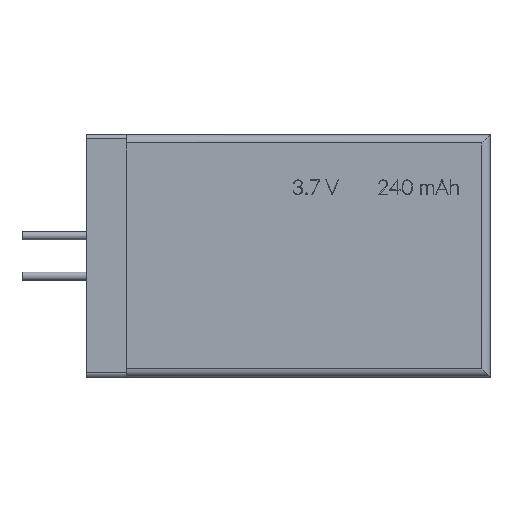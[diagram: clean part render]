
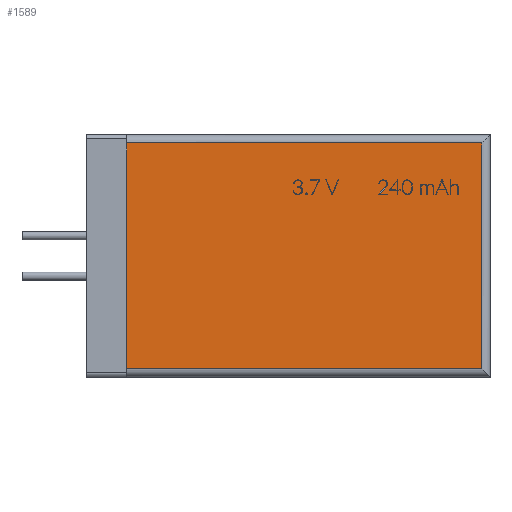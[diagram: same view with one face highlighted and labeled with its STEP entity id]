
A CAD part, top view. The second image highlights one B-rep face of the part: STEP entity #1589.
In plain terms, the highlighted planar face has unit normal (0, 0, 1).
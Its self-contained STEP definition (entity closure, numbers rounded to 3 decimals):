
#381 = PLANE('',#382);
#382 = AXIS2_PLACEMENT_3D('',#383,#384,#385);
#383 = CARTESIAN_POINT('',(5.,0.,6.));
#384 = DIRECTION('',(1.,0.,0.));
#385 = DIRECTION('',(0.,1.,0.));
#407 = CYLINDRICAL_SURFACE('',#408,1.);
#408 = AXIS2_PLACEMENT_3D('',#409,#410,#411);
#409 = CARTESIAN_POINT('',(5.,1.,5.));
#410 = DIRECTION('',(1.,0.,0.));
#411 = DIRECTION('',(0.,-1.,-0.));
#439 = CYLINDRICAL_SURFACE('',#440,1.);
#440 = AXIS2_PLACEMENT_3D('',#441,#442,#443);
#441 = CARTESIAN_POINT('',(49.,0.,5.));
#442 = DIRECTION('',(0.,1.,0.));
#443 = DIRECTION('',(1.,0.,-0.));
#603 = VERTEX_POINT('',#604);
#604 = CARTESIAN_POINT('',(5.,1.,6.));
#630 = EDGE_CURVE('',#603,#631,#633,.T.);
#631 = VERTEX_POINT('',#632);
#632 = CARTESIAN_POINT('',(49.,1.,6.));
#633 = SURFACE_CURVE('',#634,(#638,#645),.PCURVE_S1.);
#634 = LINE('',#635,#636);
#635 = CARTESIAN_POINT('',(5.,1.,6.));
#636 = VECTOR('',#637,1.);
#637 = DIRECTION('',(1.,0.,0.));
#638 = PCURVE('',#407,#639);
#639 = DEFINITIONAL_REPRESENTATION('',(#640),#644);
#640 = LINE('',#641,#642);
#641 = CARTESIAN_POINT('',(-1.571,0.));
#642 = VECTOR('',#643,1.);
#643 = DIRECTION('',(-0.,1.));
#644 = ( GEOMETRIC_REPRESENTATION_CONTEXT(2) 
PARAMETRIC_REPRESENTATION_CONTEXT() REPRESENTATION_CONTEXT('2D SPACE',''
  ) );
#645 = PCURVE('',#646,#651);
#646 = PLANE('',#647);
#647 = AXIS2_PLACEMENT_3D('',#648,#649,#650);
#648 = CARTESIAN_POINT('',(0.,0.,6.));
#649 = DIRECTION('',(0.,0.,-1.));
#650 = DIRECTION('',(-1.,0.,0.));
#651 = DEFINITIONAL_REPRESENTATION('',(#652),#656);
#652 = LINE('',#653,#654);
#653 = CARTESIAN_POINT('',(-5.,1.));
#654 = VECTOR('',#655,1.);
#655 = DIRECTION('',(-1.,0.));
#656 = ( GEOMETRIC_REPRESENTATION_CONTEXT(2) 
PARAMETRIC_REPRESENTATION_CONTEXT() REPRESENTATION_CONTEXT('2D SPACE',''
  ) );
#849 = VERTEX_POINT('',#850);
#850 = CARTESIAN_POINT('',(5.,29.,6.));
#869 = CYLINDRICAL_SURFACE('',#870,1.);
#870 = AXIS2_PLACEMENT_3D('',#871,#872,#873);
#871 = CARTESIAN_POINT('',(50.,29.,5.));
#872 = DIRECTION('',(-1.,0.,0.));
#873 = DIRECTION('',(0.,-0.,1.));
#881 = EDGE_CURVE('',#603,#849,#882,.T.);
#882 = SURFACE_CURVE('',#883,(#887,#894),.PCURVE_S1.);
#883 = LINE('',#884,#885);
#884 = CARTESIAN_POINT('',(5.,0.,6.));
#885 = VECTOR('',#886,1.);
#886 = DIRECTION('',(0.,1.,0.));
#887 = PCURVE('',#381,#888);
#888 = DEFINITIONAL_REPRESENTATION('',(#889),#893);
#889 = LINE('',#890,#891);
#890 = CARTESIAN_POINT('',(0.,0.));
#891 = VECTOR('',#892,1.);
#892 = DIRECTION('',(1.,0.));
#893 = ( GEOMETRIC_REPRESENTATION_CONTEXT(2) 
PARAMETRIC_REPRESENTATION_CONTEXT() REPRESENTATION_CONTEXT('2D SPACE',''
  ) );
#894 = PCURVE('',#646,#895);
#895 = DEFINITIONAL_REPRESENTATION('',(#896),#900);
#896 = LINE('',#897,#898);
#897 = CARTESIAN_POINT('',(-5.,0.));
#898 = VECTOR('',#899,1.);
#899 = DIRECTION('',(0.,1.));
#900 = ( GEOMETRIC_REPRESENTATION_CONTEXT(2) 
PARAMETRIC_REPRESENTATION_CONTEXT() REPRESENTATION_CONTEXT('2D SPACE',''
  ) );
#1454 = EDGE_CURVE('',#631,#1455,#1457,.T.);
#1455 = VERTEX_POINT('',#1456);
#1456 = CARTESIAN_POINT('',(49.,29.,6.));
#1457 = SURFACE_CURVE('',#1458,(#1462,#1469),.PCURVE_S1.);
#1458 = LINE('',#1459,#1460);
#1459 = CARTESIAN_POINT('',(49.,0.,6.));
#1460 = VECTOR('',#1461,1.);
#1461 = DIRECTION('',(0.,1.,0.));
#1462 = PCURVE('',#439,#1463);
#1463 = DEFINITIONAL_REPRESENTATION('',(#1464),#1468);
#1464 = LINE('',#1465,#1466);
#1465 = CARTESIAN_POINT('',(-1.571,0.));
#1466 = VECTOR('',#1467,1.);
#1467 = DIRECTION('',(-0.,1.));
#1468 = ( GEOMETRIC_REPRESENTATION_CONTEXT(2) 
PARAMETRIC_REPRESENTATION_CONTEXT() REPRESENTATION_CONTEXT('2D SPACE',''
  ) );
#1469 = PCURVE('',#646,#1470);
#1470 = DEFINITIONAL_REPRESENTATION('',(#1471),#1475);
#1471 = LINE('',#1472,#1473);
#1472 = CARTESIAN_POINT('',(-49.,0.));
#1473 = VECTOR('',#1474,1.);
#1474 = DIRECTION('',(0.,1.));
#1475 = ( GEOMETRIC_REPRESENTATION_CONTEXT(2) 
PARAMETRIC_REPRESENTATION_CONTEXT() REPRESENTATION_CONTEXT('2D SPACE',''
  ) );
#1589 = ADVANCED_FACE('',(#1590),#646,.F.);
#1590 = FACE_BOUND('',#1591,.F.);
#1591 = EDGE_LOOP('',(#1592,#1593,#1614,#1615));
#1592 = ORIENTED_EDGE('',*,*,#881,.T.);
#1593 = ORIENTED_EDGE('',*,*,#1594,.F.);
#1594 = EDGE_CURVE('',#1455,#849,#1595,.T.);
#1595 = SURFACE_CURVE('',#1596,(#1600,#1607),.PCURVE_S1.);
#1596 = LINE('',#1597,#1598);
#1597 = CARTESIAN_POINT('',(50.,29.,6.));
#1598 = VECTOR('',#1599,1.);
#1599 = DIRECTION('',(-1.,0.,0.));
#1600 = PCURVE('',#646,#1601);
#1601 = DEFINITIONAL_REPRESENTATION('',(#1602),#1606);
#1602 = LINE('',#1603,#1604);
#1603 = CARTESIAN_POINT('',(-50.,29.));
#1604 = VECTOR('',#1605,1.);
#1605 = DIRECTION('',(1.,0.));
#1606 = ( GEOMETRIC_REPRESENTATION_CONTEXT(2) 
PARAMETRIC_REPRESENTATION_CONTEXT() REPRESENTATION_CONTEXT('2D SPACE',''
  ) );
#1607 = PCURVE('',#869,#1608);
#1608 = DEFINITIONAL_REPRESENTATION('',(#1609),#1613);
#1609 = LINE('',#1610,#1611);
#1610 = CARTESIAN_POINT('',(0.,0.));
#1611 = VECTOR('',#1612,1.);
#1612 = DIRECTION('',(0.,1.));
#1613 = ( GEOMETRIC_REPRESENTATION_CONTEXT(2) 
PARAMETRIC_REPRESENTATION_CONTEXT() REPRESENTATION_CONTEXT('2D SPACE',''
  ) );
#1614 = ORIENTED_EDGE('',*,*,#1454,.F.);
#1615 = ORIENTED_EDGE('',*,*,#630,.F.);
